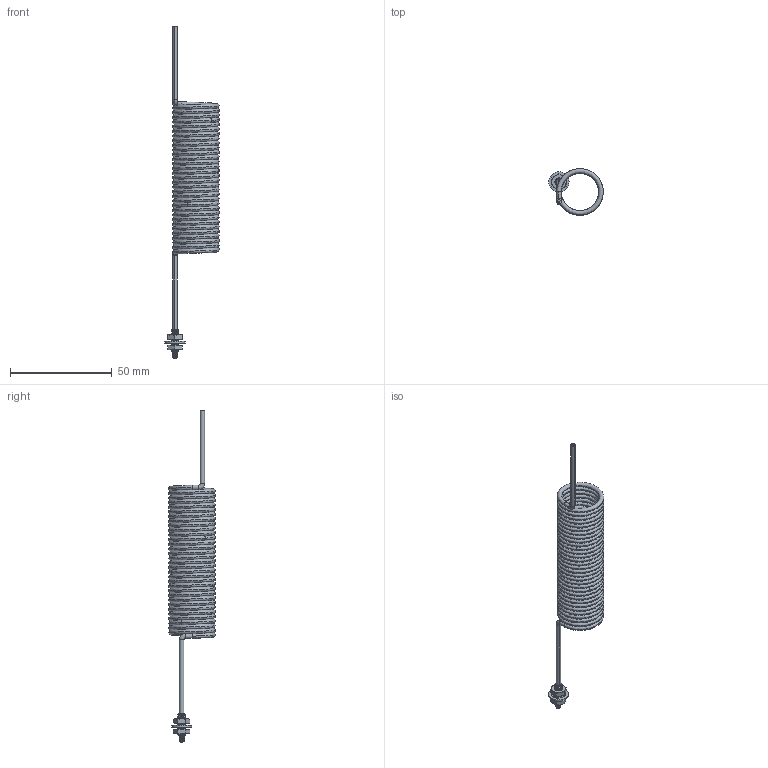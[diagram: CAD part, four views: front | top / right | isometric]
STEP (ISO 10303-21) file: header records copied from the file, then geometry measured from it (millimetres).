
FILE_DESCRIPTION((''),'2;1');
FILE_NAME('166384_ASM','2016-01-05T',('pdmadmin'),(''),'PRO/ENGINEER BY PARAMETRIC TECHNOLOGY CORPORATION, 2013230','PRO/ENGINEER BY PARAMETRIC TECHNOLOGY CORPORATION, 2013230','');
FILE_SCHEMA(('CONFIG_CONTROL_DESIGN'));
Products named in the file (7): 13462_AF4; 08394_M4_ITLW_NI_AF4; 08397_M4_X_0_7_HEX_JAM_NUT__AF3; 08397_M4_X_0_7_HEX_JAM_NUT__AF2; FIBER_CORE_1MM_AF1; 10151_ASSEMBLY; 166384_ASM
Assembly tree (6 placements, depth 2):
  166384_ASM
    13462_AF4
    08394_M4_ITLW_NI_AF4
    08397_M4_X_0_7_HEX_JAM_NUT__AF3
    08397_M4_X_0_7_HEX_JAM_NUT__AF2
    FIBER_CORE_1MM_AF1
    10151_ASSEMBLY
Bounding box: 26.76 x 22.86 x 163.35 mm (x, y, z)
Volume: 6866 mm3; surface area: 22568.1 mm2
Topology: 6 solids, 6 shells, 304 faces, 737 edges, 446 vertices
Faces by surface type: cylinder 130, cone 70, bspline 50, plane 46, torus 8
Entity records: 28979 total; most frequent: CARTESIAN_POINT 22106, ORIENTED_EDGE 1474, DIRECTION 1307, EDGE_CURVE 737, AXIS2_PLACEMENT_3D 525, VERTEX_POINT 446, EDGE_LOOP 315, FACE_OUTER_BOUND 304
